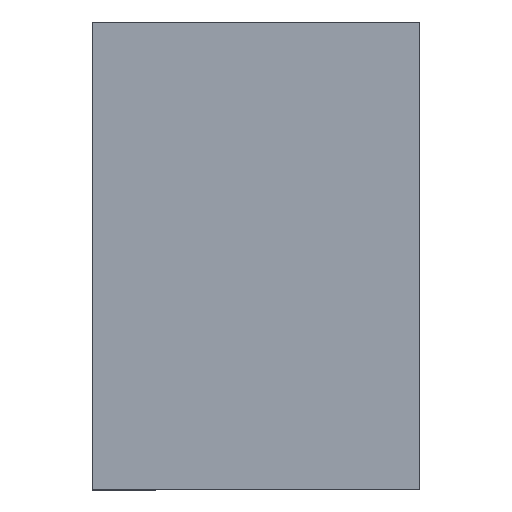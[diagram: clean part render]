
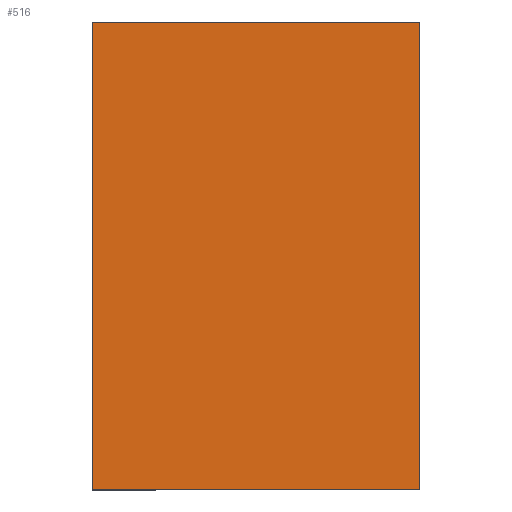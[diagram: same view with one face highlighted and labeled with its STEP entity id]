
A CAD part, left-side view. The second image highlights one B-rep face of the part: STEP entity #516.
In plain terms, the highlighted planar face has unit normal (-1, 0, 0).
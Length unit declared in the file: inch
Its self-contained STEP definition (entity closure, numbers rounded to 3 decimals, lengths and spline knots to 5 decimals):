
#21 = VECTOR ( 'NONE', #35, 39.37008 ) ;
#26 = DIRECTION ( 'NONE',  ( 0., -1., 0. ) ) ;
#35 = DIRECTION ( 'NONE',  ( 0., -1., 0. ) ) ;
#41 = DIRECTION ( 'NONE',  ( 0., 0., -1. ) ) ;
#71 = CARTESIAN_POINT ( 'NONE',  ( -0.03, 0., -0.015 ) ) ;
#97 = VERTEX_POINT ( 'NONE', #478 ) ;
#98 = CARTESIAN_POINT ( 'NONE',  ( -0.03, 0.021, 0.015 ) ) ;
#115 = LINE ( 'NONE', #71, #21 ) ;
#120 = CARTESIAN_POINT ( 'NONE',  ( -0.03, 0.021, -0.015 ) ) ;
#145 = CARTESIAN_POINT ( 'NONE',  ( -0.03, 0., 0.015 ) ) ;
#161 = CARTESIAN_POINT ( 'NONE',  ( -0.03, 0., -0.015 ) ) ;
#168 = VECTOR ( 'NONE', #26, 39.37008 ) ;
#171 = EDGE_CURVE ( 'NONE', #356, #97, #399, .T. ) ;
#186 = EDGE_LOOP ( 'NONE', ( #270, #526, #344, #370 ) ) ;
#191 = DIRECTION ( 'NONE',  ( 0., 0., -1. ) ) ;
#252 = CARTESIAN_POINT ( 'NONE',  ( -0.03, 0.021, 0.015 ) ) ;
#270 = ORIENTED_EDGE ( 'NONE', *, *, #528, .T. ) ;
#277 = PLANE ( 'NONE',  #483 ) ;
#344 = ORIENTED_EDGE ( 'NONE', *, *, #171, .F. ) ;
#348 = EDGE_CURVE ( 'NONE', #356, #403, #479, .T. ) ;
#356 = VERTEX_POINT ( 'NONE', #252 ) ;
#365 = LINE ( 'NONE', #452, #498 ) ;
#370 = ORIENTED_EDGE ( 'NONE', *, *, #348, .T. ) ;
#371 = FACE_OUTER_BOUND ( 'NONE', #186, .T. ) ;
#391 = DIRECTION ( 'NONE',  ( 0., 0., -1. ) ) ;
#399 = LINE ( 'NONE', #145, #168 ) ;
#403 = VERTEX_POINT ( 'NONE', #120 ) ;
#406 = DIRECTION ( 'NONE',  ( 1., 0., 0. ) ) ;
#449 = VERTEX_POINT ( 'NONE', #161 ) ;
#452 = CARTESIAN_POINT ( 'NONE',  ( -0.03, 0., 0.015 ) ) ;
#478 = CARTESIAN_POINT ( 'NONE',  ( -0.03, 0., 0.015 ) ) ;
#479 = LINE ( 'NONE', #98, #546 ) ;
#483 = AXIS2_PLACEMENT_3D ( 'NONE', #541, #406, #191 ) ;
#498 = VECTOR ( 'NONE', #41, 39.37008 ) ;
#509 = EDGE_CURVE ( 'NONE', #97, #449, #365, .T. ) ;
#516 = ADVANCED_FACE ( 'NONE', ( #371 ), #277, .F. ) ;
#526 = ORIENTED_EDGE ( 'NONE', *, *, #509, .F. ) ;
#528 = EDGE_CURVE ( 'NONE', #403, #449, #115, .T. ) ;
#541 = CARTESIAN_POINT ( 'NONE',  ( -0.03, 0., 0.015 ) ) ;
#546 = VECTOR ( 'NONE', #391, 39.37008 ) ;
